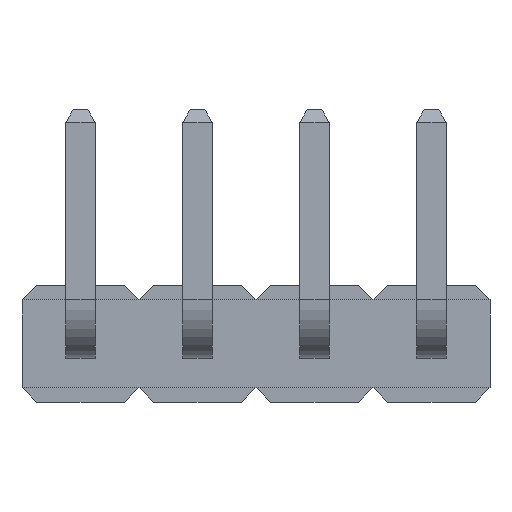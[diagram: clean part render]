
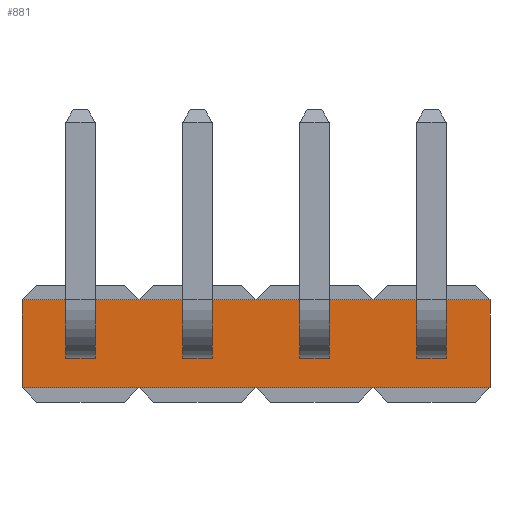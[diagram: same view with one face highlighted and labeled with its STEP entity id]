
A CAD part, front view. The second image highlights one B-rep face of the part: STEP entity #881.
In plain terms, the highlighted free-form (B-spline) face has degree [1, 1] with [2, 2] control points.
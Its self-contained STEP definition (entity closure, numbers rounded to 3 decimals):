
#841=EDGE_CURVE('',#1275,#999,#2185,.T.);
#881=ADVANCED_FACE('',(#2229,#2230,#2231,#2232,#2233),#2234,.F.);
#887=VERTEX_POINT('',#2240);
#899=EDGE_CURVE('',#2007,#1481,#2254,.T.);
#921=VERTEX_POINT('',#2279);
#981=EDGE_CURVE('',#921,#1981,#2343,.T.);
#999=VERTEX_POINT('',#2363);
#1025=EDGE_CURVE('',#1745,#1275,#2393,.T.);
#1041=VERTEX_POINT('',#2409);
#1057=VERTEX_POINT('',#2427);
#1059=VERTEX_POINT('',#2429);
#1175=EDGE_CURVE('',#1977,#1057,#2560,.T.);
#1257=VERTEX_POINT('',#2650);
#1261=EDGE_CURVE('',#1041,#1841,#2654,.T.);
#1275=VERTEX_POINT('',#2668);
#1311=EDGE_CURVE('',#1563,#921,#2706,.T.);
#1467=EDGE_CURVE('',#1481,#1977,#2877,.T.);
#1481=VERTEX_POINT('',#2891);
#1517=EDGE_CURVE('',#1981,#1257,#2934,.T.);
#1533=EDGE_CURVE('',#1577,#1679,#2950,.T.);
#1563=VERTEX_POINT('',#2982);
#1569=EDGE_CURVE('',#1599,#1577,#2988,.T.);
#1577=VERTEX_POINT('',#2997);
#1595=EDGE_CURVE('',#1663,#1599,#3017,.T.);
#1599=VERTEX_POINT('',#3021);
#1637=EDGE_CURVE('',#1679,#1663,#3060,.T.);
#1663=VERTEX_POINT('',#3089);
#1679=VERTEX_POINT('',#3110);
#1725=EDGE_CURVE('',#1749,#1847,#3157,.T.);
#1733=EDGE_CURVE('',#1781,#1749,#3165,.T.);
#1745=VERTEX_POINT('',#3179);
#1749=VERTEX_POINT('',#3183);
#1767=EDGE_CURVE('',#1809,#1781,#3203,.T.);
#1781=VERTEX_POINT('',#3217);
#1807=EDGE_CURVE('',#1847,#1809,#3247,.T.);
#1809=VERTEX_POINT('',#3249);
#1841=VERTEX_POINT('',#3285);
#1847=VERTEX_POINT('',#3291);
#1857=EDGE_CURVE('',#1913,#887,#3303,.T.);
#1887=EDGE_CURVE('',#1959,#1913,#3335,.T.);
#1903=EDGE_CURVE('',#1841,#1059,#3353,.T.);
#1913=VERTEX_POINT('',#3364);
#1941=EDGE_CURVE('',#1041,#2007,#3397,.T.);
#1943=EDGE_CURVE('',#1057,#999,#3399,.T.);
#1945=EDGE_CURVE('',#1995,#1959,#3401,.T.);
#1959=VERTEX_POINT('',#3417);
#1967=EDGE_CURVE('',#1257,#1563,#3426,.T.);
#1973=EDGE_CURVE('',#887,#1995,#3434,.T.);
#1977=VERTEX_POINT('',#3439);
#1981=VERTEX_POINT('',#3443);
#1991=EDGE_CURVE('',#1059,#1745,#3459,.T.);
#1995=VERTEX_POINT('',#3463);
#2007=VERTEX_POINT('',#3477);
#2185=LINE('',#3782,#3783);
#2229=FACE_OUTER_BOUND('',#3851,.T.);
#2230=FACE_BOUND('',#3852,.T.);
#2231=FACE_BOUND('',#3853,.T.);
#2232=FACE_BOUND('',#3854,.T.);
#2233=FACE_BOUND('',#3855,.T.);
#2234=B_SPLINE_SURFACE_WITH_KNOTS('',1,1,((#3856,#3857),(#3858,#3859)),.UNSPECIFIED.,.F.,.F.,.F.,(2,2),(2,2),(0.0,8.0),(0.0,1.5),.UNSPECIFIED.);
#2240=CARTESIAN_POINT('',(6.215,-1.25,0.215));
#2254=LINE('',#3892,#3893);
#2279=CARTESIAN_POINT('',(4.215,-1.25,0.215));
#2343=LINE('',#4038,#4039);
#2363=CARTESIAN_POINT('',(1.0,-1.25,0.75));
#2393=LINE('',#4128,#4129);
#2409=CARTESIAN_POINT('',(9.0,-1.25,-0.75));
#2427=CARTESIAN_POINT('',(3.0,-1.25,0.75));
#2429=CARTESIAN_POINT('',(5.0,-1.25,-0.75));
#2560=LINE('',#4472,#4473);
#2650=CARTESIAN_POINT('',(3.785,-1.25,-0.215));
#2654=LINE('',#4656,#4657);
#2668=CARTESIAN_POINT('',(1.0,-1.25,-0.75));
#2706=LINE('',#4739,#4740);
#2877=LINE('',#5091,#5092);
#2891=CARTESIAN_POINT('',(7.0,-1.25,0.75));
#2934=LINE('',#5189,#5190);
#2950=LINE('',#5213,#5214);
#2982=CARTESIAN_POINT('',(3.785,-1.25,0.215));
#2988=LINE('',#5277,#5278);
#2997=CARTESIAN_POINT('',(7.785,-1.25,0.215));
#3017=LINE('',#5324,#5325);
#3021=CARTESIAN_POINT('',(7.785,-1.25,-0.215));
#3060=LINE('',#5399,#5400);
#3089=CARTESIAN_POINT('',(8.215,-1.25,-0.215));
#3110=CARTESIAN_POINT('',(8.215,-1.25,0.215));
#3157=LINE('',#5571,#5572);
#3165=LINE('',#5583,#5584);
#3179=CARTESIAN_POINT('',(3.0,-1.25,-0.75));
#3183=CARTESIAN_POINT('',(1.785,-1.25,0.215));
#3203=LINE('',#5673,#5674);
#3217=CARTESIAN_POINT('',(1.785,-1.25,-0.215));
#3247=LINE('',#5740,#5741);
#3249=CARTESIAN_POINT('',(2.215,-1.25,-0.215));
#3285=CARTESIAN_POINT('',(7.0,-1.25,-0.75));
#3291=CARTESIAN_POINT('',(2.215,-1.25,0.215));
#3303=LINE('',#5836,#5837);
#3335=LINE('',#5920,#5921);
#3353=LINE('',#5952,#5953);
#3364=CARTESIAN_POINT('',(5.785,-1.25,0.215));
#3397=LINE('',#6031,#6032);
#3399=LINE('',#6035,#6036);
#3401=LINE('',#6039,#6040);
#3417=CARTESIAN_POINT('',(5.785,-1.25,-0.215));
#3426=LINE('',#6079,#6080);
#3434=LINE('',#6095,#6096);
#3439=CARTESIAN_POINT('',(5.0,-1.25,0.75));
#3443=CARTESIAN_POINT('',(4.215,-1.25,-0.215));
#3459=LINE('',#6135,#6136);
#3463=CARTESIAN_POINT('',(6.215,-1.25,-0.215));
#3477=CARTESIAN_POINT('',(9.0,-1.25,0.75));
#3782=CARTESIAN_POINT('',(1.0,-1.25,-0.75));
#3783=VECTOR('',#6277,1.5);
#3851=EDGE_LOOP('',(#6305,#6306,#6307,#6308,#6309,#6310,#6311,#6312,#6313,#6314));
#3852=EDGE_LOOP('',(#6315,#6316,#6317,#6318));
#3853=EDGE_LOOP('',(#6319,#6320,#6321,#6322));
#3854=EDGE_LOOP('',(#6323,#6324,#6325,#6326));
#3855=EDGE_LOOP('',(#6327,#6328,#6329,#6330));
#3856=CARTESIAN_POINT('',(1.0,-1.25,0.75));
#3857=CARTESIAN_POINT('',(1.0,-1.25,-0.75));
#3858=CARTESIAN_POINT('',(9.0,-1.25,0.75));
#3859=CARTESIAN_POINT('',(9.0,-1.25,-0.75));
#3892=CARTESIAN_POINT('',(9.0,-1.25,0.75));
#3893=VECTOR('',#6344,2.0);
#4038=CARTESIAN_POINT('',(4.215,-1.25,0.215));
#4039=VECTOR('',#6398,0.43);
#4128=CARTESIAN_POINT('',(3.0,-1.25,-0.75));
#4129=VECTOR('',#6450,2.0);
#4472=CARTESIAN_POINT('',(5.0,-1.25,0.75));
#4473=VECTOR('',#6585,2.0);
#4656=CARTESIAN_POINT('',(9.0,-1.25,-0.75));
#4657=VECTOR('',#6649,2.0);
#4739=CARTESIAN_POINT('',(3.785,-1.25,0.215));
#4740=VECTOR('',#6674,0.43);
#5091=CARTESIAN_POINT('',(7.0,-1.25,0.75));
#5092=VECTOR('',#6802,2.0);
#5189=CARTESIAN_POINT('',(4.215,-1.25,-0.215));
#5190=VECTOR('',#6854,0.43);
#5213=CARTESIAN_POINT('',(7.785,-1.25,0.215));
#5214=VECTOR('',#6858,0.43);
#5277=CARTESIAN_POINT('',(7.785,-1.25,-0.215));
#5278=VECTOR('',#6878,0.43);
#5324=CARTESIAN_POINT('',(8.215,-1.25,-0.215));
#5325=VECTOR('',#6900,0.43);
#5399=CARTESIAN_POINT('',(8.215,-1.25,0.215));
#5400=VECTOR('',#6922,0.43);
#5571=CARTESIAN_POINT('',(1.785,-1.25,0.215));
#5572=VECTOR('',#7001,0.43);
#5583=CARTESIAN_POINT('',(1.785,-1.25,-0.215));
#5584=VECTOR('',#7003,0.43);
#5673=CARTESIAN_POINT('',(2.215,-1.25,-0.215));
#5674=VECTOR('',#7031,0.43);
#5740=CARTESIAN_POINT('',(2.215,-1.25,0.215));
#5741=VECTOR('',#7064,0.43);
#5836=CARTESIAN_POINT('',(5.785,-1.25,0.215));
#5837=VECTOR('',#7110,0.43);
#5920=CARTESIAN_POINT('',(5.785,-1.25,-0.215));
#5921=VECTOR('',#7130,0.43);
#5952=CARTESIAN_POINT('',(7.0,-1.25,-0.75));
#5953=VECTOR('',#7144,2.0);
#6031=CARTESIAN_POINT('',(9.0,-1.25,-0.75));
#6032=VECTOR('',#7189,1.5);
#6035=CARTESIAN_POINT('',(3.0,-1.25,0.75));
#6036=VECTOR('',#7190,2.0);
#6039=CARTESIAN_POINT('',(6.215,-1.25,-0.215));
#6040=VECTOR('',#7191,0.43);
#6079=CARTESIAN_POINT('',(3.785,-1.25,-0.215));
#6080=VECTOR('',#7213,0.43);
#6095=CARTESIAN_POINT('',(6.215,-1.25,0.215));
#6096=VECTOR('',#7224,0.43);
#6135=CARTESIAN_POINT('',(5.0,-1.25,-0.75));
#6136=VECTOR('',#7280,2.0);
#6277=DIRECTION('',(0.0,0.0,1.0));
#6305=ORIENTED_EDGE('',*,*,#1175,.T.);
#6306=ORIENTED_EDGE('',*,*,#1943,.T.);
#6307=ORIENTED_EDGE('',*,*,#841,.F.);
#6308=ORIENTED_EDGE('',*,*,#1025,.F.);
#6309=ORIENTED_EDGE('',*,*,#1991,.F.);
#6310=ORIENTED_EDGE('',*,*,#1903,.F.);
#6311=ORIENTED_EDGE('',*,*,#1261,.F.);
#6312=ORIENTED_EDGE('',*,*,#1941,.T.);
#6313=ORIENTED_EDGE('',*,*,#899,.T.);
#6314=ORIENTED_EDGE('',*,*,#1467,.T.);
#6315=ORIENTED_EDGE('',*,*,#981,.T.);
#6316=ORIENTED_EDGE('',*,*,#1517,.T.);
#6317=ORIENTED_EDGE('',*,*,#1967,.T.);
#6318=ORIENTED_EDGE('',*,*,#1311,.T.);
#6319=ORIENTED_EDGE('',*,*,#1973,.T.);
#6320=ORIENTED_EDGE('',*,*,#1945,.T.);
#6321=ORIENTED_EDGE('',*,*,#1887,.T.);
#6322=ORIENTED_EDGE('',*,*,#1857,.T.);
#6323=ORIENTED_EDGE('',*,*,#1807,.T.);
#6324=ORIENTED_EDGE('',*,*,#1767,.T.);
#6325=ORIENTED_EDGE('',*,*,#1733,.T.);
#6326=ORIENTED_EDGE('',*,*,#1725,.T.);
#6327=ORIENTED_EDGE('',*,*,#1637,.T.);
#6328=ORIENTED_EDGE('',*,*,#1595,.T.);
#6329=ORIENTED_EDGE('',*,*,#1569,.T.);
#6330=ORIENTED_EDGE('',*,*,#1533,.T.);
#6344=DIRECTION('',(-1.0,0.0,0.0));
#6398=DIRECTION('',(0.0,0.0,-1.0));
#6450=DIRECTION('',(-1.0,0.0,0.0));
#6585=DIRECTION('',(-1.0,0.0,0.0));
#6649=DIRECTION('',(-1.0,0.0,0.0));
#6674=DIRECTION('',(1.0,0.0,0.0));
#6802=DIRECTION('',(-1.0,0.0,0.0));
#6854=DIRECTION('',(-1.0,0.0,0.0));
#6858=DIRECTION('',(1.0,0.0,0.0));
#6878=DIRECTION('',(0.0,0.0,1.0));
#6900=DIRECTION('',(-1.0,0.0,0.0));
#6922=DIRECTION('',(0.0,0.0,-1.0));
#7001=DIRECTION('',(1.0,0.0,0.0));
#7003=DIRECTION('',(0.0,0.0,1.0));
#7031=DIRECTION('',(-1.0,0.0,0.0));
#7064=DIRECTION('',(0.0,0.0,-1.0));
#7110=DIRECTION('',(1.0,0.0,0.0));
#7130=DIRECTION('',(0.0,0.0,1.0));
#7144=DIRECTION('',(-1.0,0.0,0.0));
#7189=DIRECTION('',(0.0,0.0,1.0));
#7190=DIRECTION('',(-1.0,0.0,0.0));
#7191=DIRECTION('',(-1.0,0.0,0.0));
#7213=DIRECTION('',(0.0,0.0,1.0));
#7224=DIRECTION('',(0.0,0.0,-1.0));
#7280=DIRECTION('',(-1.0,0.0,0.0));
